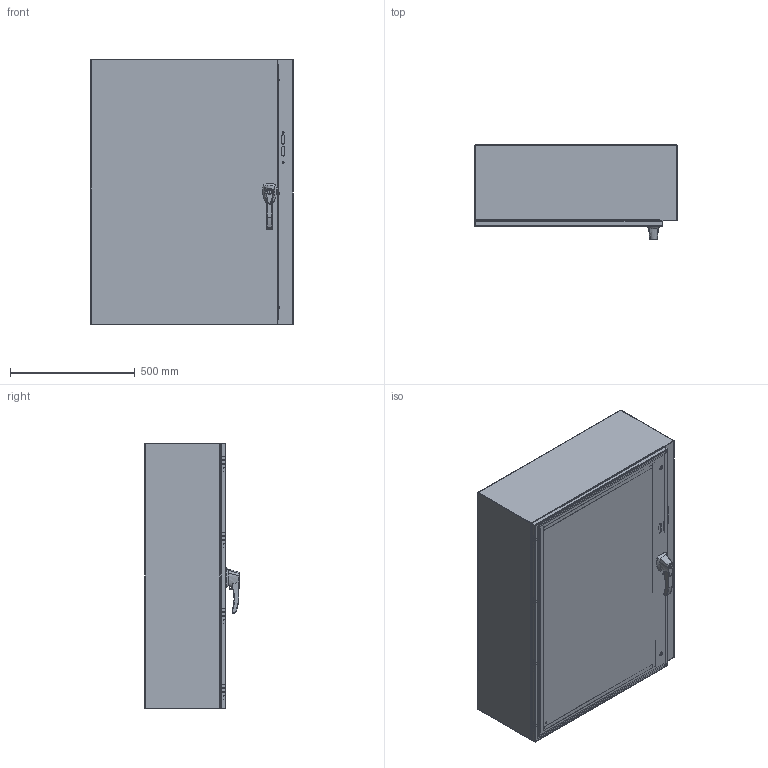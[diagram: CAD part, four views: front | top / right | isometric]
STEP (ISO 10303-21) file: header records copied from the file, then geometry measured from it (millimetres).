
FILE_DESCRIPTION (( 'STEP AP214' ), '1' );
FILE_NAME ('EN4DSC423212SS.STEP', '2019-11-14T15:06:48', ( '' ), ( '' ), 'SwSTEP 2.0', 'SolidWorks 2019', '' );
FILE_SCHEMA (( 'AUTOMOTIVE_DESIGN' ));
Length unit declared in the file: inch
Products named in the file (1): EN4DSC423212SS
Bounding box: 812.8 x 379.78 x 1066.8 mm (x, y, z)
Volume: 6263566.1 mm3; surface area: 6764343.8 mm2
Topology: 69 solids, 70 shells, 1383 faces, 3309 edges, 2139 vertices
Faces by surface type: plane 800, cylinder 413, bspline 117, cone 29, torus 24
Full cylindrical faces by diameter (mm): 3.967 x2, 4.369 x4, 4.394 x2, 4.47 x6, 4.572 x2, 4.775 x2, 4.976 x2, 5.461 x2, 5.74 x4, 5.893 x1, 5.918 x1, 6.096 x4, 6.35 x15, 6.502 x2, 6.731 x3, 6.858 x6, 7.137 x4, 7.417 x4, 7.938 x10, 8.001 x2, 8.128 x1, 8.255 x1, 8.484 x1, 8.89 x1, 9.525 x7, 10.008 x2, 10.109 x12, 10.211 x2, 10.49 x3, 11.049 x2
Entity records: 97228 total; most frequent: CARTESIAN_POINT 47983, ORIENTED_EDGE 6050, DIRECTION 5927, EDGE_CURVE 3025, VERTEX_POINT 2105, AXIS2_PLACEMENT_3D 2058, VECTOR 1811, LINE 1811
